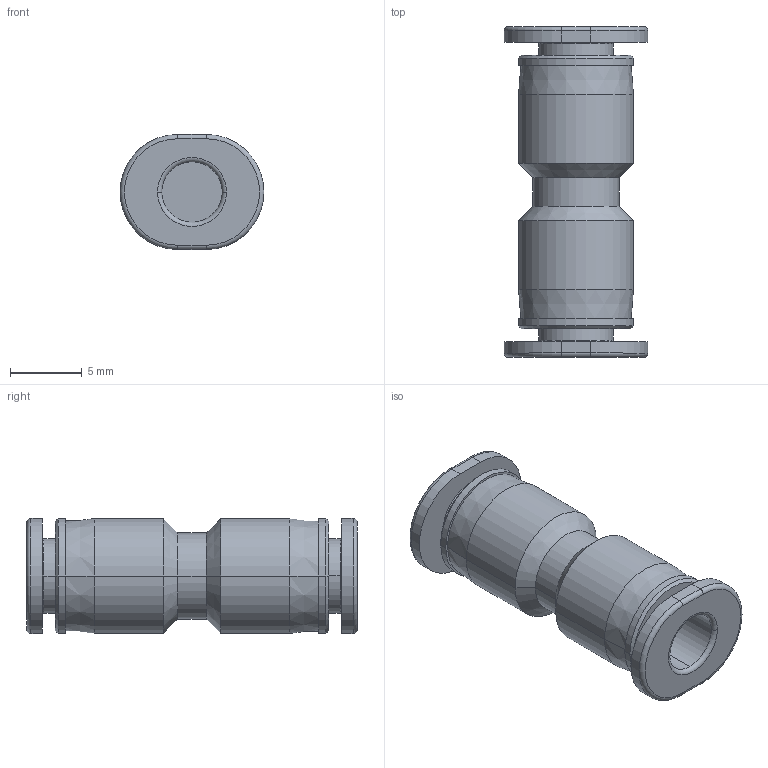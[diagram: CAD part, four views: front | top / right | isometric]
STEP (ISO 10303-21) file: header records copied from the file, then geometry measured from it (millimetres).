
FILE_DESCRIPTION((''),'2;1');
FILE_NAME('PUC04C-mdt.stp','2017-07-24T17:02:22',(''),(''),'Mechanical Desktop 2009','Mechanical Desktop 2009',', , ');
FILE_SCHEMA(('CONFIG_CONTROL_DESIGN'));
Length unit declared in the file: millimetre
Products named in the file (3): PUC04C-MDTA; PUC04C-MDT; COLLAR-L04C
Assembly tree (3 placements, depth 2):
  PUC04C-MDTA
    PUC04C-MDT
    COLLAR-L04C  x2
Bounding box: 10 x 23 x 8 mm (x, y, z)
Volume: 750.5 mm3; surface area: 1135.1 mm2
Topology: 1 solids, 1 shells, 64 faces, 134 edges, 80 vertices
Faces by surface type: cylinder 26, plane 14, cone 12, torus 8, bspline 4
Entity records: 2009 total; most frequent: CARTESIAN_POINT 458, DIRECTION 346, ORIENTED_EDGE 268, AXIS2_PLACEMENT_3D 148, EDGE_CURVE 134, CIRCLE 84, VERTEX_POINT 80, EDGE_LOOP 72
